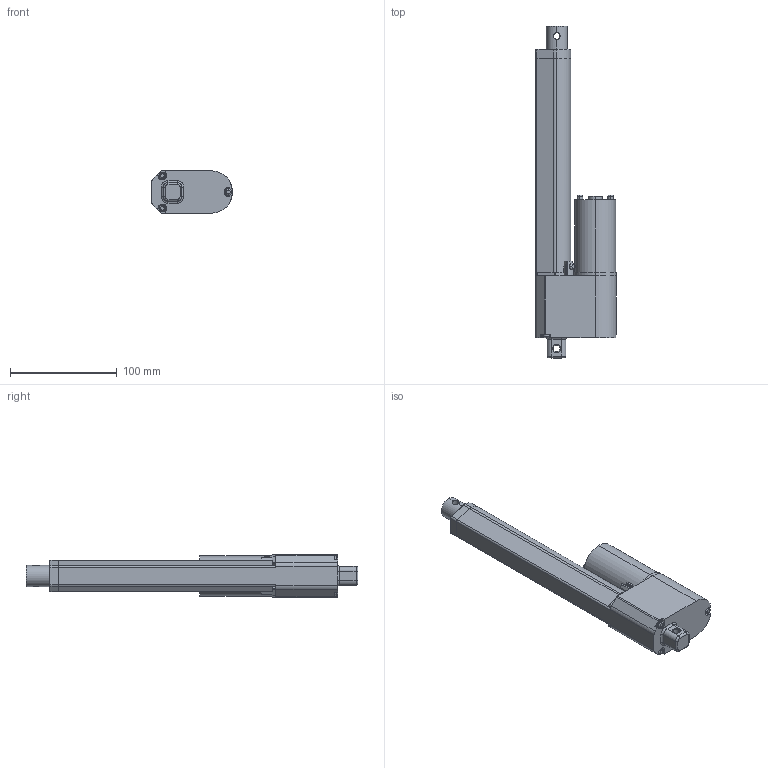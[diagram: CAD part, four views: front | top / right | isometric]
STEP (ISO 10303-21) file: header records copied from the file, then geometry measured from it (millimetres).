
FILE_DESCRIPTION (( 'STEP AP214' ), '1' );
FILE_NAME ('PA-14P.STEP', '2023-10-24T18:52:46', ( '' ), ( '' ), 'SwSTEP 2.0', 'SolidWorks 2018', '' );
FILE_SCHEMA (( 'AUTOMOTIVE_DESIGN' ));
Length unit declared in the file: inch
Products named in the file (1): PA-14P
Bounding box: 75.69 x 310.64 x 39.62 mm (x, y, z)
Volume: 419880.1 mm3; surface area: 58391.9 mm2
Topology: 4 solids, 4 shells, 193 faces, 485 edges, 308 vertices
Faces by surface type: cylinder 92, plane 54, torus 32, cone 15
Entity records: 8646 total; most frequent: CARTESIAN_POINT 1293, DIRECTION 1115, ORIENTED_EDGE 970, EDGE_CURVE 485, AXIS2_PLACEMENT_3D 454, VERTEX_POINT 308, CIRCLE 260, EDGE_LOOP 207
